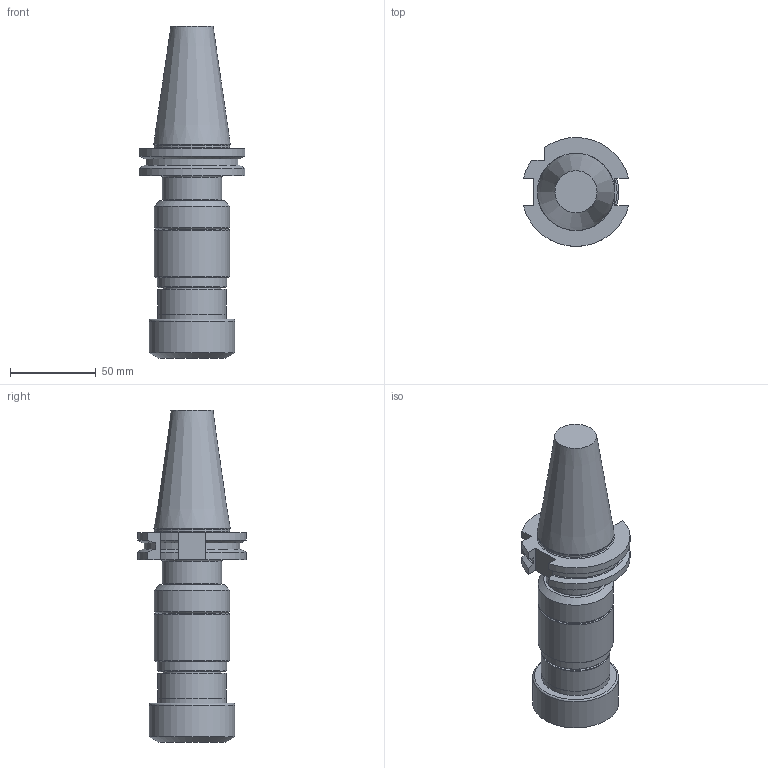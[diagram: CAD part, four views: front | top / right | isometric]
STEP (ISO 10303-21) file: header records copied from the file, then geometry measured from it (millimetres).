
FILE_DESCRIPTION(/* description */ (''),/* implementation_level */ '2;1');
FILE_NAME(/* name */ '1521104035138.stp',/* time_stamp */ '2018-03-15T09:54:04+01:00',/* author */ (''),/* organization */ ('SMS'),/* preprocessor_version */ 'ST-DEVELOPER v15',/* originating_system */ 'SIEMENS PLM Software NX 8.5',/* authorisation */ '');
FILE_SCHEMA (('AUTOMOTIVE_DESIGN { 1 0 10303 214 3 1 1 1 }'));
Length unit declared in the file: millimetre
Products named in the file (1): 201416046mod000_00
Bounding box: 61.4 x 63.49 x 193.55 mm (x, y, z)
Volume: 267947.5 mm3; surface area: 33885.7 mm2
Topology: 1 solids, 1 shells, 62 faces, 149 edges, 97 vertices
Faces by surface type: plane 25, cylinder 18, cone 14, torus 5
Full cylindrical faces by diameter (mm): 33.917 x1, 34.6 x1, 39.878 x1, 40.005 x1, 40.388 x1, 43.993 x1, 44 x1, 44.031 x1, 50 x1
Entity records: 1705 total; most frequent: CARTESIAN_POINT 322, DIRECTION 294, ORIENTED_EDGE 238, AXIS2_PLACEMENT_3D 121, EDGE_CURVE 119, EDGE_LOOP 92, VERTEX_POINT 89, ADVANCED_FACE 62
